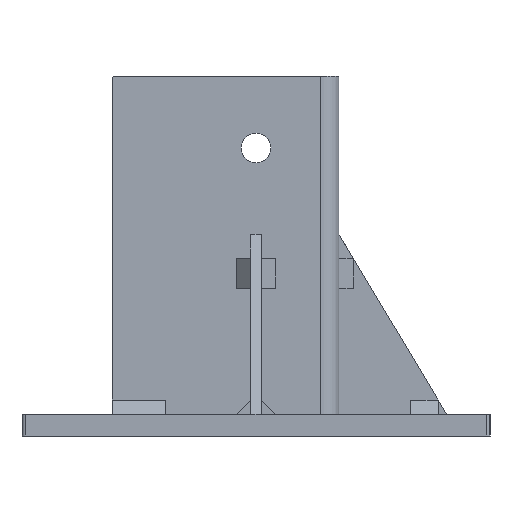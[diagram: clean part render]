
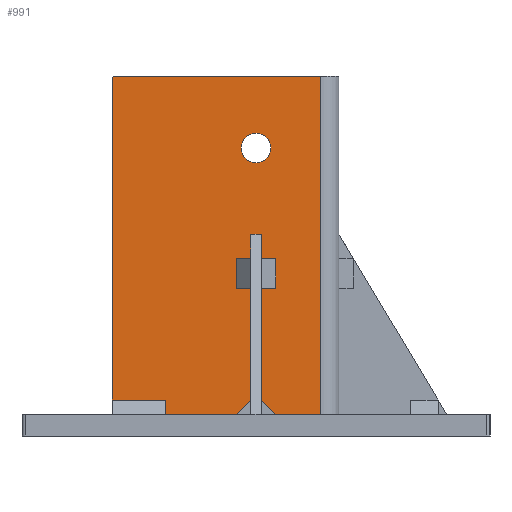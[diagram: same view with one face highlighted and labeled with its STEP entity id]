
A CAD part, left-side view. The second image highlights one B-rep face of the part: STEP entity #991.
In plain terms, the highlighted planar face has unit normal (-1, 0, 0).
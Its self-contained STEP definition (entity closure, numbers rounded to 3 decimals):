
#138=CARTESIAN_POINT('',(-23.0,25.,10.0));
#139=VERTEX_POINT('',#138);
#146=CARTESIAN_POINT('',(-23.0,25.,6.));
#147=VERTEX_POINT('',#146);
#154=CARTESIAN_POINT('',(-23.0,25.,10.0));
#155=DIRECTION('',(0.0,0.0,-1.0));
#156=VECTOR('',#155,4.);
#157=LINE('',#154,#156);
#158=EDGE_CURVE('',#139,#147,#157,.T.);
#177=CARTESIAN_POINT('',(-23.0,40.,10.0));
#178=VERTEX_POINT('',#177);
#179=CARTESIAN_POINT('',(-23.,40.,10.));
#180=DIRECTION('',(0.0,-1.0,0.0));
#181=VECTOR('',#180,15.);
#182=LINE('',#179,#181);
#183=EDGE_CURVE('',#178,#139,#182,.T.);
#199=CARTESIAN_POINT('',(-23.,-5.5,49.333));
#200=VERTEX_POINT('',#199);
#209=CARTESIAN_POINT('',(-23.,-1.5,49.333));
#210=VERTEX_POINT('',#209);
#211=CARTESIAN_POINT('',(-23.,-1.5,49.333));
#212=DIRECTION('',(0.0,-1.0,0.0));
#213=VECTOR('',#212,4.);
#214=LINE('',#211,#213);
#215=EDGE_CURVE('',#210,#200,#214,.T.);
#231=CARTESIAN_POINT('',(-23.,-5.5,41.));
#232=VERTEX_POINT('',#231);
#241=CARTESIAN_POINT('',(-23.,-1.5,41.));
#242=VERTEX_POINT('',#241);
#249=CARTESIAN_POINT('',(-23.,-5.5,41.));
#250=DIRECTION('',(0.0,1.0,0.0));
#251=VECTOR('',#250,4.);
#252=LINE('',#249,#251);
#253=EDGE_CURVE('',#232,#242,#252,.T.);
#263=CARTESIAN_POINT('',(-23.0,-5.5,49.333));
#264=DIRECTION('',(0.0,0.0,-1.0));
#265=VECTOR('',#264,8.333);
#266=LINE('',#263,#265);
#267=EDGE_CURVE('',#200,#232,#266,.T.);
#285=CARTESIAN_POINT('',(-23.,5.5,41.));
#286=VERTEX_POINT('',#285);
#295=CARTESIAN_POINT('',(-23.0,1.5,41.));
#296=VERTEX_POINT('',#295);
#297=CARTESIAN_POINT('',(-23.,1.5,41.));
#298=DIRECTION('',(0.0,1.0,0.0));
#299=VECTOR('',#298,4.);
#300=LINE('',#297,#299);
#301=EDGE_CURVE('',#296,#286,#300,.T.);
#317=CARTESIAN_POINT('',(-23.,5.5,49.333));
#318=VERTEX_POINT('',#317);
#327=CARTESIAN_POINT('',(-23.0,1.5,49.333));
#328=VERTEX_POINT('',#327);
#335=CARTESIAN_POINT('',(-23.,5.5,49.333));
#336=DIRECTION('',(0.0,-1.0,0.0));
#337=VECTOR('',#336,4.);
#338=LINE('',#335,#337);
#339=EDGE_CURVE('',#318,#328,#338,.T.);
#349=CARTESIAN_POINT('',(-23.0,5.5,41.));
#350=DIRECTION('',(0.0,0.0,1.0));
#351=VECTOR('',#350,8.333);
#352=LINE('',#349,#351);
#353=EDGE_CURVE('',#286,#318,#352,.T.);
#882=CARTESIAN_POINT('',(-23.,-23.,6.));
#883=DIRECTION('',(-1.0,0.0,0.0));
#884=DIRECTION('',(0.0,0.0,1.0));
#885=AXIS2_PLACEMENT_3D('',#882,#883,#884);
#886=PLANE('',#885);
#887=ORIENTED_EDGE('',*,*,#183,.T.);
#888=ORIENTED_EDGE('',*,*,#158,.T.);
#889=CARTESIAN_POINT('',(-23.,1.5,6.));
#890=VERTEX_POINT('',#889);
#891=CARTESIAN_POINT('',(-23.,1.5,6.));
#892=DIRECTION('',(0.0,1.0,0.0));
#893=VECTOR('',#892,23.5);
#894=LINE('',#891,#893);
#895=EDGE_CURVE('',#890,#147,#894,.T.);
#896=ORIENTED_EDGE('',*,*,#895,.F.);
#897=CARTESIAN_POINT('',(-23.0,1.5,6.));
#898=DIRECTION('',(0.0,0.0,1.0));
#899=VECTOR('',#898,35.0);
#900=LINE('',#897,#899);
#901=EDGE_CURVE('',#890,#296,#900,.T.);
#902=ORIENTED_EDGE('',*,*,#901,.T.);
#903=ORIENTED_EDGE('',*,*,#301,.T.);
#904=ORIENTED_EDGE('',*,*,#353,.T.);
#905=ORIENTED_EDGE('',*,*,#339,.T.);
#906=CARTESIAN_POINT('',(-23.,1.5,56.0));
#907=VERTEX_POINT('',#906);
#908=CARTESIAN_POINT('',(-23.0,1.5,49.333));
#909=DIRECTION('',(0.0,0.0,1.0));
#910=VECTOR('',#909,6.667);
#911=LINE('',#908,#910);
#912=EDGE_CURVE('',#328,#907,#911,.T.);
#913=ORIENTED_EDGE('',*,*,#912,.T.);
#914=CARTESIAN_POINT('',(-23.,-1.5,56.0));
#915=VERTEX_POINT('',#914);
#916=CARTESIAN_POINT('',(-23.,1.5,56.));
#917=DIRECTION('',(0.0,-1.0,0.0));
#918=VECTOR('',#917,3.0);
#919=LINE('',#916,#918);
#920=EDGE_CURVE('',#907,#915,#919,.T.);
#921=ORIENTED_EDGE('',*,*,#920,.T.);
#922=CARTESIAN_POINT('',(-23.,-1.5,56.0));
#923=DIRECTION('',(0.0,0.0,-1.0));
#924=VECTOR('',#923,6.667);
#925=LINE('',#922,#924);
#926=EDGE_CURVE('',#915,#210,#925,.T.);
#927=ORIENTED_EDGE('',*,*,#926,.T.);
#928=ORIENTED_EDGE('',*,*,#215,.T.);
#929=ORIENTED_EDGE('',*,*,#267,.T.);
#930=ORIENTED_EDGE('',*,*,#253,.T.);
#931=CARTESIAN_POINT('',(-23.,-1.5,6.));
#932=VERTEX_POINT('',#931);
#933=CARTESIAN_POINT('',(-23.,-1.5,41.0));
#934=DIRECTION('',(0.0,0.0,-1.0));
#935=VECTOR('',#934,35.0);
#936=LINE('',#933,#935);
#937=EDGE_CURVE('',#242,#932,#936,.T.);
#938=ORIENTED_EDGE('',*,*,#937,.T.);
#939=CARTESIAN_POINT('',(-23.,-18.,6.));
#940=VERTEX_POINT('',#939);
#941=CARTESIAN_POINT('',(-23.,-18.,6.));
#942=DIRECTION('',(0.0,1.0,0.0));
#943=VECTOR('',#942,16.5);
#944=LINE('',#941,#943);
#945=EDGE_CURVE('',#940,#932,#944,.T.);
#946=ORIENTED_EDGE('',*,*,#945,.F.);
#947=CARTESIAN_POINT('',(-23.,-18.,100.0));
#948=VERTEX_POINT('',#947);
#949=CARTESIAN_POINT('',(-23.,-18.,100.0));
#950=DIRECTION('',(0.0,0.0,-1.0));
#951=VECTOR('',#950,94.0);
#952=LINE('',#949,#951);
#953=EDGE_CURVE('',#948,#940,#952,.T.);
#954=ORIENTED_EDGE('',*,*,#953,.F.);
#955=CARTESIAN_POINT('',(-23.0,39.,100.0));
#956=VERTEX_POINT('',#955);
#957=CARTESIAN_POINT('',(-23.,-18.,100.0));
#958=DIRECTION('',(0.0,1.0,0.0));
#959=VECTOR('',#958,57.);
#960=LINE('',#957,#959);
#961=EDGE_CURVE('',#948,#956,#960,.T.);
#962=ORIENTED_EDGE('',*,*,#961,.T.);
#963=CARTESIAN_POINT('',(-23.0,40.,99.0));
#964=VERTEX_POINT('',#963);
#965=CARTESIAN_POINT('',(-23.0,39.,99.0));
#966=DIRECTION('',(1.0,0.,0.));
#967=DIRECTION('',(0.,0.707,0.707));
#968=AXIS2_PLACEMENT_3D('',#965,#966,#967);
#969=CIRCLE('',#968,1.0);
#970=EDGE_CURVE('',#964,#956,#969,.T.);
#971=ORIENTED_EDGE('',*,*,#970,.F.);
#972=CARTESIAN_POINT('',(-23.0,40.,10.0));
#973=DIRECTION('',(0.0,0.0,1.0));
#974=VECTOR('',#973,89.0);
#975=LINE('',#972,#974);
#976=EDGE_CURVE('',#178,#964,#975,.T.);
#977=ORIENTED_EDGE('',*,*,#976,.F.);
#978=EDGE_LOOP('',(#887,#888,#896,#902,#903,#904,#905,#913,#921,#927,#928,#929,#930,#938,#946,#954,#962,#971,#977));
#979=FACE_OUTER_BOUND('',#978,.T.);
#980=CARTESIAN_POINT('',(-23.,-4.1,80.0));
#981=VERTEX_POINT('',#980);
#982=CARTESIAN_POINT('',(-23.,0.,80.0));
#983=DIRECTION('',(1.0,0.0,0.0));
#984=DIRECTION('',(0.0,-1.0,0.0));
#985=AXIS2_PLACEMENT_3D('',#982,#983,#984);
#986=CIRCLE('',#985,4.1);
#987=EDGE_CURVE('',#981,#981,#986,.T.);
#988=ORIENTED_EDGE('',*,*,#987,.T.);
#989=EDGE_LOOP('',(#988));
#990=FACE_BOUND('',#989,.T.);
#991=ADVANCED_FACE('',(#979,#990),#886,.T.);
